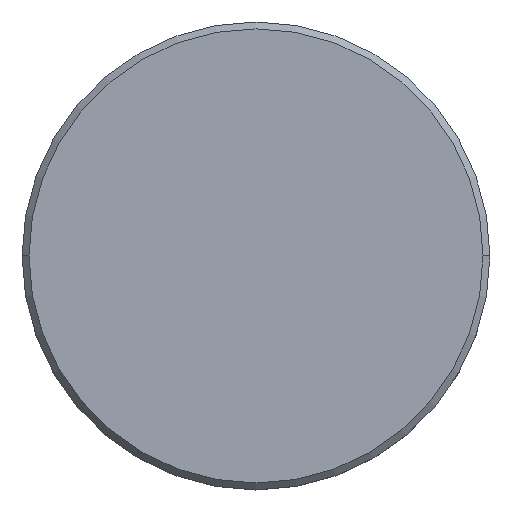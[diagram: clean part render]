
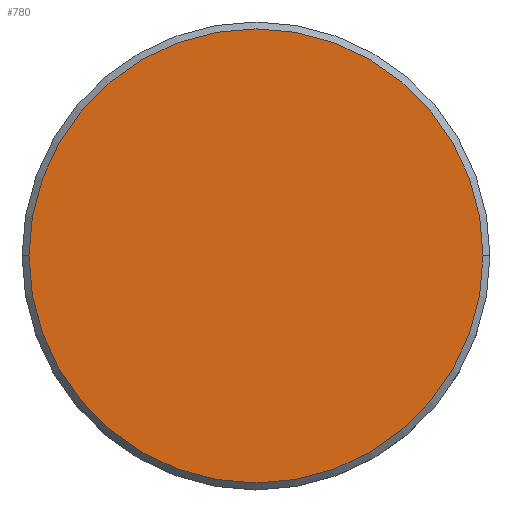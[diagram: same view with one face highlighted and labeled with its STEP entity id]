
A CAD part, top view. The second image highlights one B-rep face of the part: STEP entity #780.
In plain terms, the highlighted planar face has unit normal (0, 0, 1).
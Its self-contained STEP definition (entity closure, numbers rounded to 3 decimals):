
#97 = CARTESIAN_POINT ( 'NONE',  ( -16.5, 0., 0. ) ) ;
#102 = DIRECTION ( 'NONE',  ( 1., 0., 0. ) ) ;
#144 = DIRECTION ( 'NONE',  ( 0., 0., 1. ) ) ;
#212 = CARTESIAN_POINT ( 'NONE',  ( 16.5, 0., 0. ) ) ;
#293 = FACE_OUTER_BOUND ( 'NONE', #399, .T. ) ;
#301 = CIRCLE ( 'NONE', #361, 16.5 ) ;
#361 = AXIS2_PLACEMENT_3D ( 'NONE', #1165, #144, #970 ) ;
#377 = AXIS2_PLACEMENT_3D ( 'NONE', #760, #1113, #663 ) ;
#399 = EDGE_LOOP ( 'NONE', ( #676, #836 ) ) ;
#663 = DIRECTION ( 'NONE',  ( 1., 0., 0. ) ) ;
#676 = ORIENTED_EDGE ( 'NONE', *, *, #1072, .T. ) ;
#677 = DIRECTION ( 'NONE',  ( 0., 0., 1. ) ) ;
#760 = CARTESIAN_POINT ( 'NONE',  ( 0., 0., 0. ) ) ;
#780 = ADVANCED_FACE ( 'NONE', ( #293 ), #834, .T. ) ;
#799 = CIRCLE ( 'NONE', #377, 16.5 ) ;
#834 = PLANE ( 'NONE',  #1138 ) ;
#836 = ORIENTED_EDGE ( 'NONE', *, *, #1134, .T. ) ;
#970 = DIRECTION ( 'NONE',  ( 1., 0., 0. ) ) ;
#1013 = VERTEX_POINT ( 'NONE', #212 ) ;
#1014 = CARTESIAN_POINT ( 'NONE',  ( 0., 0., 0. ) ) ;
#1072 = EDGE_CURVE ( 'NONE', #1132, #1013, #301, .T. ) ;
#1113 = DIRECTION ( 'NONE',  ( 0., 0., 1. ) ) ;
#1132 = VERTEX_POINT ( 'NONE', #97 ) ;
#1134 = EDGE_CURVE ( 'NONE', #1013, #1132, #799, .T. ) ;
#1138 = AXIS2_PLACEMENT_3D ( 'NONE', #1014, #677, #102 ) ;
#1165 = CARTESIAN_POINT ( 'NONE',  ( 0., 0., 0. ) ) ;
